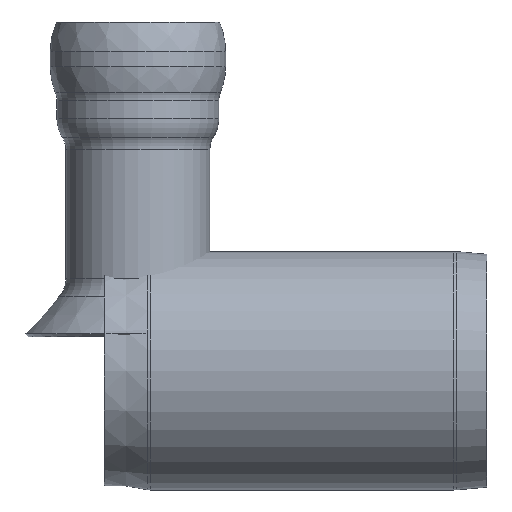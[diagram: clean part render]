
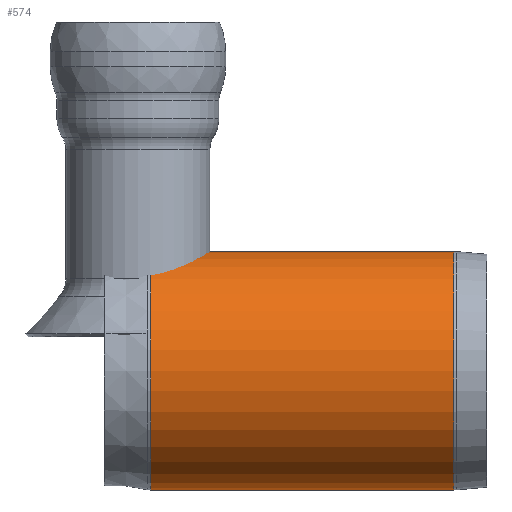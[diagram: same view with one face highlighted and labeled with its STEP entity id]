
A CAD part, left-side view. The second image highlights one B-rep face of the part: STEP entity #574.
In plain terms, the highlighted cylindrical face has radius 265 mm (diameter 530 mm), a full revolution.
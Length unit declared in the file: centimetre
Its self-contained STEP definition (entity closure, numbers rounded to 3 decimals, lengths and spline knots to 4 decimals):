
#56=FACE_OUTER_BOUND('',#90,.T.);
#90=EDGE_LOOP('',(#410,#411,#412,#413,#414,#415));
#122=LINE('',#985,#140);
#140=VECTOR('',#763,26.5);
#165=CIRCLE('',#622,26.5);
#167=CIRCLE('',#624,26.5);
#168=CIRCLE('',#626,26.5);
#169=CIRCLE('',#627,26.5);
#238=VERTEX_POINT('',#975);
#239=VERTEX_POINT('',#976);
#240=VERTEX_POINT('',#981);
#241=VERTEX_POINT('',#982);
#301=EDGE_CURVE('',#238,#239,#165,.T.);
#303=EDGE_CURVE('',#239,#238,#167,.T.);
#304=EDGE_CURVE('',#240,#241,#168,.T.);
#305=EDGE_CURVE('',#241,#240,#169,.T.);
#306=EDGE_CURVE('',#241,#239,#122,.T.);
#410=ORIENTED_EDGE('',*,*,#304,.F.);
#411=ORIENTED_EDGE('',*,*,#305,.F.);
#412=ORIENTED_EDGE('',*,*,#306,.T.);
#413=ORIENTED_EDGE('',*,*,#303,.T.);
#414=ORIENTED_EDGE('',*,*,#301,.T.);
#415=ORIENTED_EDGE('',*,*,#306,.F.);
#563=CYLINDRICAL_SURFACE('',#625,26.5);
#574=ADVANCED_FACE('',(#56),#563,.T.);
#622=AXIS2_PLACEMENT_3D('',#977,#751,#752);
#624=AXIS2_PLACEMENT_3D('',#979,#755,#756);
#625=AXIS2_PLACEMENT_3D('',#980,#757,#758);
#626=AXIS2_PLACEMENT_3D('',#983,#759,#760);
#627=AXIS2_PLACEMENT_3D('',#984,#761,#762);
#751=DIRECTION('center_axis',(0.,1.,0.));
#752=DIRECTION('ref_axis',(1.,0.,0.));
#755=DIRECTION('center_axis',(0.,1.,0.));
#756=DIRECTION('ref_axis',(1.,0.,0.));
#757=DIRECTION('center_axis',(0.,1.,0.));
#758=DIRECTION('ref_axis',(-1.,0.,0.));
#759=DIRECTION('center_axis',(0.,1.,0.));
#760=DIRECTION('ref_axis',(1.,0.,0.));
#761=DIRECTION('center_axis',(0.,1.,0.));
#762=DIRECTION('ref_axis',(1.,0.,0.));
#763=DIRECTION('',(0.,-1.,0.));
#975=CARTESIAN_POINT('',(58.5313,129.2585,-26.5));
#976=CARTESIAN_POINT('',(85.0313,129.2585,0.));
#977=CARTESIAN_POINT('Origin',(58.5313,129.2585,0.));
#979=CARTESIAN_POINT('Origin',(58.5313,129.2585,0.));
#980=CARTESIAN_POINT('Origin',(58.5313,162.9545,0.));
#981=CARTESIAN_POINT('',(58.5313,196.6506,-26.5));
#982=CARTESIAN_POINT('',(85.0313,196.6506,0.));
#983=CARTESIAN_POINT('Origin',(58.5313,196.6506,0.));
#984=CARTESIAN_POINT('Origin',(58.5313,196.6506,0.));
#985=CARTESIAN_POINT('',(85.0313,162.9545,0.));
